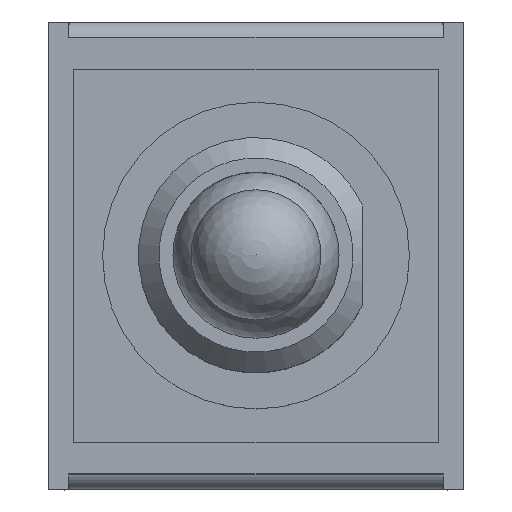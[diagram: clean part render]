
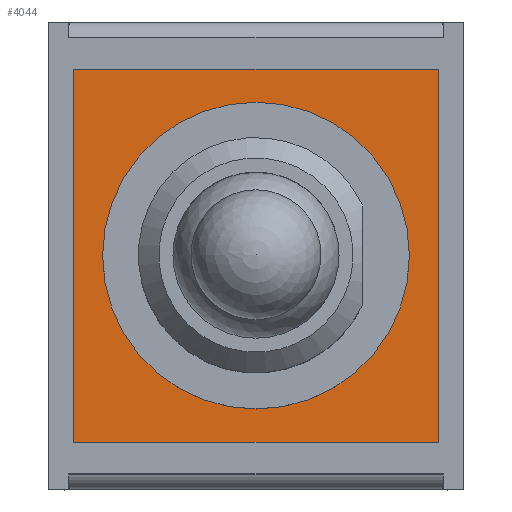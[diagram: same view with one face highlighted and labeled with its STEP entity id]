
A CAD part, top view. The second image highlights one B-rep face of the part: STEP entity #4044.
In plain terms, the highlighted planar face has unit normal (0, 0, 1).
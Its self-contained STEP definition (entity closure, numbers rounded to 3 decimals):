
#174=PLANE('',#4309);
#446=LINE('',#7683,#876);
#447=LINE('',#7685,#877);
#448=LINE('',#7687,#878);
#449=LINE('',#7688,#879);
#876=VECTOR('',#4882,10.);
#877=VECTOR('',#4883,10.);
#878=VECTOR('',#4884,10.);
#879=VECTOR('',#4885,10.);
#1264=FACE_OUTER_BOUND('',#1492,.T.);
#1492=EDGE_LOOP('',(#3257,#3258,#3259,#3260));
#1938=VERTEX_POINT('',#7681);
#1939=VERTEX_POINT('',#7682);
#1940=VERTEX_POINT('',#7684);
#1941=VERTEX_POINT('',#7686);
#2424=EDGE_CURVE('',#1938,#1939,#446,.T.);
#2425=EDGE_CURVE('',#1940,#1938,#447,.T.);
#2426=EDGE_CURVE('',#1941,#1940,#448,.T.);
#2427=EDGE_CURVE('',#1939,#1941,#449,.T.);
#3257=ORIENTED_EDGE('',*,*,#2424,.F.);
#3258=ORIENTED_EDGE('',*,*,#2425,.F.);
#3259=ORIENTED_EDGE('',*,*,#2426,.F.);
#3260=ORIENTED_EDGE('',*,*,#2427,.F.);
#4044=ADVANCED_FACE('',(#1264),#174,.T.);
#4309=AXIS2_PLACEMENT_3D('',#7680,#4880,#4881);
#4880=DIRECTION('center_axis',(0.,0.,
1.));
#4881=DIRECTION('ref_axis',(1.,0.,0.));
#4882=DIRECTION('',(0.,-1.,0.));
#4883=DIRECTION('',(1.,0.,0.));
#4884=DIRECTION('',(0.,1.,0.));
#4885=DIRECTION('',(-1.,0.,0.));
#7680=CARTESIAN_POINT('Origin',(0.,0.,
6.93));
#7681=CARTESIAN_POINT('',(3.565,3.65,6.93));
#7682=CARTESIAN_POINT('',(3.565,-3.65,6.93));
#7683=CARTESIAN_POINT('',(3.565,-1.825,6.93));
#7684=CARTESIAN_POINT('',(-3.565,3.65,6.93));
#7685=CARTESIAN_POINT('',(1.783,3.65,6.93));
#7686=CARTESIAN_POINT('',(-3.565,-3.65,6.93));
#7687=CARTESIAN_POINT('',(-3.565,1.825,6.93));
#7688=CARTESIAN_POINT('',(-1.783,-3.65,6.93));
